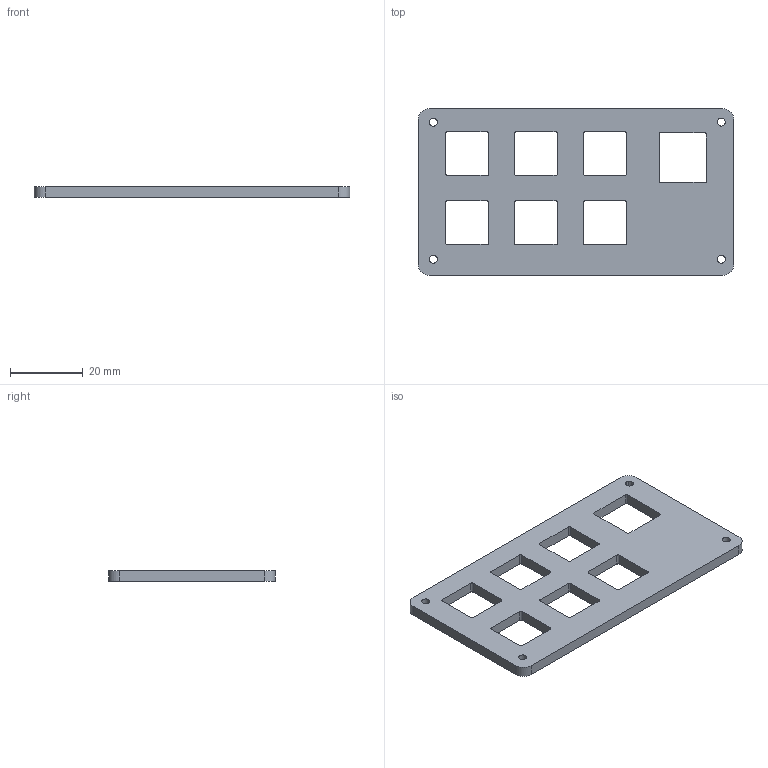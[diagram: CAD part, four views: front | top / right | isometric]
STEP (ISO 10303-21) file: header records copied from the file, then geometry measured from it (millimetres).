
FILE_DESCRIPTION(/* description */ (''),/* implementation_level */ '2;1');
FILE_NAME(/* name */ 'WafflePad_Case_T.step',/* time_stamp */ '2024-10-26T10:47:21-04:00',/* author */ (''),/* organization */ (''),/* preprocessor_version */ 'ST-DEVELOPER v20',/* originating_system */ 'Autodesk Translation Framework v13.20.0.188',/* authorisation */ '');
FILE_SCHEMA (('AUTOMOTIVE_DESIGN { 1 0 10303 214 3 1 1 }'));
Length unit declared in the file: millimetre
Products named in the file (1): HackPad
Bounding box: 87 x 46 x 3 mm (x, y, z)
Volume: 8026.5 mm3; surface area: 7888.3 mm2
Topology: 1 solids, 1 shells, 81 faces, 237 edges, 158 vertices
Faces by surface type: plane 42, cylinder 39
Full cylindrical faces by diameter (mm): 2.2 x3
Entity records: 2793 total; most frequent: DIRECTION 479, CARTESIAN_POINT 477, ORIENTED_EDGE 474, EDGE_CURVE 237, AXIS2_PLACEMENT_3D 160, LINE 159, VECTOR 159, VERTEX_POINT 158
